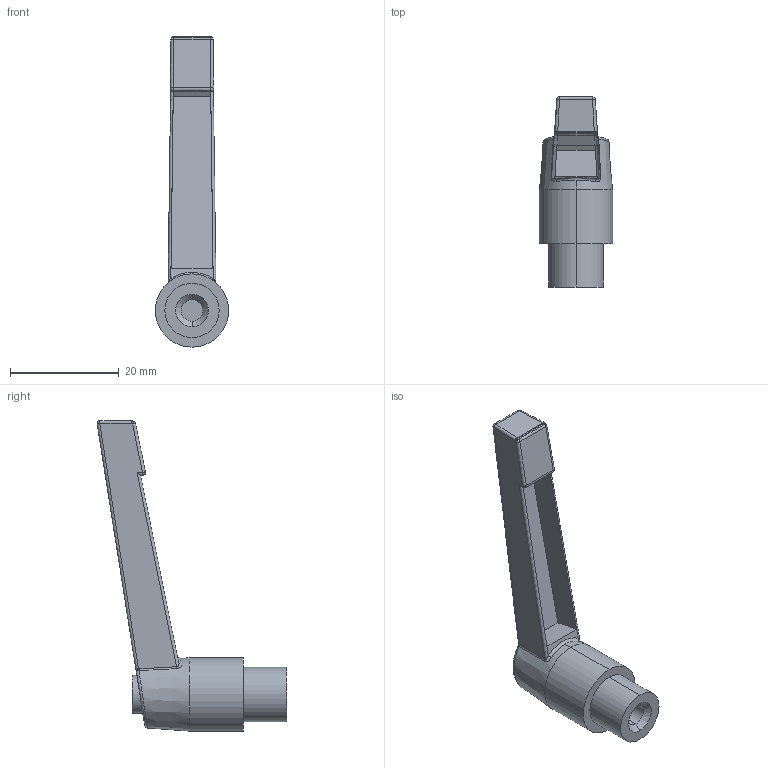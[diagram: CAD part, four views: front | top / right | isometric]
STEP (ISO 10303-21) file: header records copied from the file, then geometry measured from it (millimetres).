
FILE_DESCRIPTION (( 'STEP AP203' ), '1' );
FILE_NAME ('A686 Ðó÷êà-ôèêñàòîð, âíóòðåííÿÿ ðåçüáà Ì5.step', '2026-04-07T07:43:28', ( '' ), ( '' ), 'SwSTEP 2.0', 'SolidWorks 2026', '' );
FILE_SCHEMA (( 'CONFIG_CONTROL_DESIGN' ));
Length unit declared in the file: millimetre
Products named in the file (2): A686 Ручка-фиксатор, внутренняя резьба М5_Резьба схематическая; A686 Ручка-фиксатор, внутренняя резьба М5
Assembly tree (1 placements, depth 2):
  A686 Ручка-фиксатор, внутренняя резьба М5
    A686 Ручка-фиксатор, внутренняя резьба М5_Резьба схематическая
Bounding box: 13.5 x 34.93 x 57.13 mm (x, y, z)
Volume: 4388.1 mm3; surface area: 3276.5 mm2
Topology: 1 solids, 1 shells, 79 faces, 174 edges, 100 vertices
Faces by surface type: bspline 34, plane 29, cylinder 12, cone 4
Entity records: 5088 total; most frequent: CARTESIAN_POINT 3467, ORIENTED_EDGE 344, DIRECTION 202, EDGE_CURVE 172, VERTEX_POINT 100, B_SPLINE_CURVE_WITH_KNOTS 89, EDGE_LOOP 84, FACE_OUTER_BOUND 79
